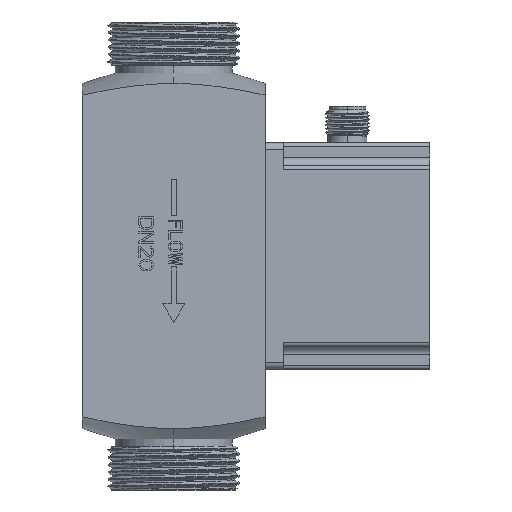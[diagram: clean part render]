
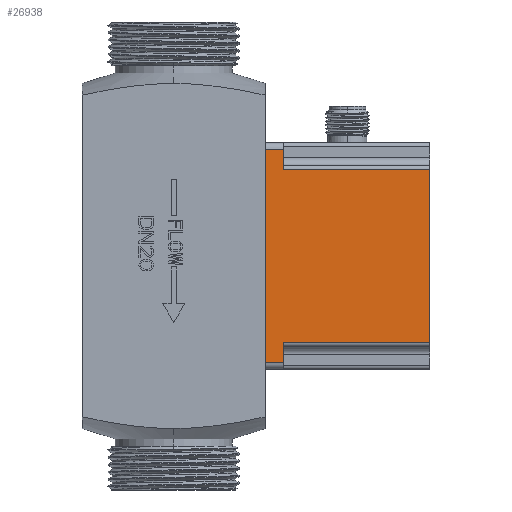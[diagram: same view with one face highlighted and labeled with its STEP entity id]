
A CAD part, left-side view. The second image highlights one B-rep face of the part: STEP entity #26938.
In plain terms, the highlighted face is planar.
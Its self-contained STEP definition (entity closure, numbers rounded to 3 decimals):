
#13843=DIRECTION('',(-1.,0.,0.));
#13844=VECTOR('',#13843,58.);
#13845=CARTESIAN_POINT('',(29.,0.,20.));
#13846=LINE('',#13845,#13844);
#13991=DIRECTION('',(0.,-1.,0.));
#13992=VECTOR('',#13991,5.);
#13993=CARTESIAN_POINT('',(29.,5.,20.));
#13994=LINE('',#13993,#13992);
#14028=DIRECTION('',(0.,-1.,0.));
#14029=VECTOR('',#14028,40.);
#14030=CARTESIAN_POINT('',(23.75,45.,20.));
#14031=LINE('',#14030,#14029);
#14036=DIRECTION('',(-1.,0.,0.));
#14037=VECTOR('',#14036,47.5);
#14038=CARTESIAN_POINT('',(23.75,45.,20.));
#14039=LINE('',#14038,#14037);
#14040=DIRECTION('',(-1.,0.,0.));
#14041=VECTOR('',#14040,5.25);
#14042=CARTESIAN_POINT('',(29.,5.,20.));
#14043=LINE('',#14042,#14041);
#14044=DIRECTION('',(-1.,0.,0.));
#14045=VECTOR('',#14044,5.25);
#14046=CARTESIAN_POINT('',(-23.75,5.,20.));
#14047=LINE('',#14046,#14045);
#14404=DIRECTION('',(0.,1.,0.));
#14405=VECTOR('',#14404,40.);
#14406=CARTESIAN_POINT('',(-23.75,5.,20.));
#14407=LINE('',#14406,#14405);
#14408=DIRECTION('',(0.,1.,0.));
#14409=VECTOR('',#14408,5.);
#14410=CARTESIAN_POINT('',(-29.,0.,20.));
#14411=LINE('',#14410,#14409);
#23718=CARTESIAN_POINT('',(29.,0.,20.));
#23720=VERTEX_POINT('',#23718);
#23881=CARTESIAN_POINT('',(-29.,0.,20.));
#23882=CARTESIAN_POINT('',(-29.,5.,20.));
#23883=VERTEX_POINT('',#23881);
#23884=VERTEX_POINT('',#23882);
#23933=CARTESIAN_POINT('',(-23.75,5.,20.));
#23934=VERTEX_POINT('',#23933);
#23993=CARTESIAN_POINT('',(29.,5.,20.));
#23994=CARTESIAN_POINT('',(23.75,5.,20.));
#23995=VERTEX_POINT('',#23993);
#23996=VERTEX_POINT('',#23994);
#24053=CARTESIAN_POINT('',(23.75,45.,20.));
#24054=VERTEX_POINT('',#24053);
#24096=CARTESIAN_POINT('',(-23.75,45.,20.));
#24098=VERTEX_POINT('',#24096);
#26919=CARTESIAN_POINT('',(-29.,45.,20.));
#26920=DIRECTION('',(0.,0.,-1.));
#26921=DIRECTION('',(-1.,0.,0.));
#26922=AXIS2_PLACEMENT_3D('',#26919,#26920,#26921);
#26923=PLANE('',#26922);
#26925=ORIENTED_EDGE('',*,*,#26924,.F.);
#26926=ORIENTED_EDGE('',*,*,#26911,.T.);
#26927=ORIENTED_EDGE('',*,*,#26883,.F.);
#26928=ORIENTED_EDGE('',*,*,#26860,.T.);
#26929=ORIENTED_EDGE('',*,*,#26776,.T.);
#26931=ORIENTED_EDGE('',*,*,#26930,.T.);
#26933=ORIENTED_EDGE('',*,*,#26932,.F.);
#26935=ORIENTED_EDGE('',*,*,#26934,.T.);
#26936=EDGE_LOOP('',(#26925,#26926,#26927,#26928,#26929,#26931,#26933,#26935));
#26937=FACE_OUTER_BOUND('',#26936,.F.);
#26938=ADVANCED_FACE('',(#26937),#26923,.F.);
#26776=EDGE_CURVE('',#23720,#23883,#13846,.T.);
#26860=EDGE_CURVE('',#23995,#23720,#13994,.T.);
#26883=EDGE_CURVE('',#23995,#23996,#14043,.T.);
#26911=EDGE_CURVE('',#24054,#23996,#14031,.T.);
#26924=EDGE_CURVE('',#24054,#24098,#14039,.T.);
#26930=EDGE_CURVE('',#23883,#23884,#14411,.T.);
#26932=EDGE_CURVE('',#23934,#23884,#14047,.T.);
#26934=EDGE_CURVE('',#23934,#24098,#14407,.T.);
